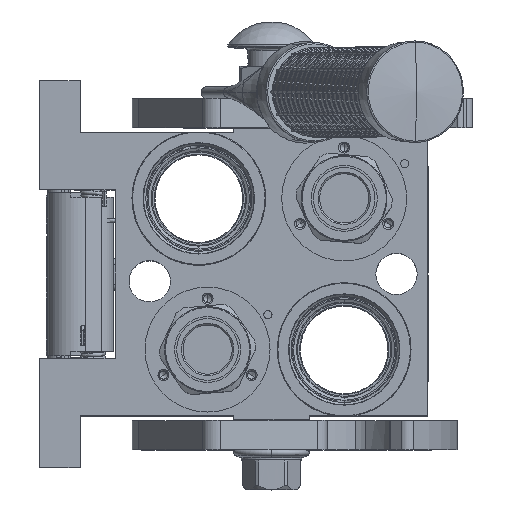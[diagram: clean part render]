
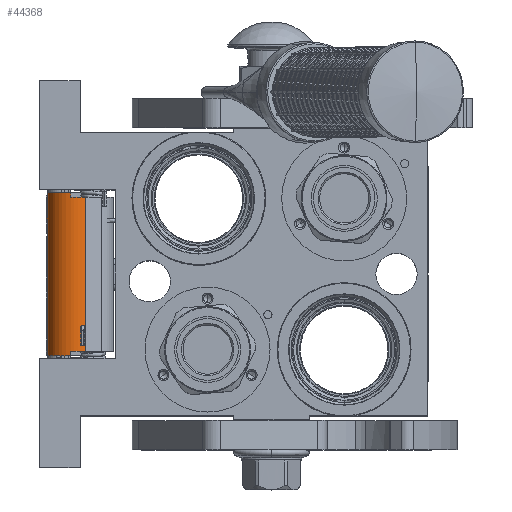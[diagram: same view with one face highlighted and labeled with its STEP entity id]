
A CAD part, top view. The second image highlights one B-rep face of the part: STEP entity #44368.
In plain terms, the highlighted cylindrical face has radius 9.5 mm (diameter 19 mm), a partial arc.
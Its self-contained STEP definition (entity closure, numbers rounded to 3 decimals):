
#1004 = VERTEX_POINT ( 'NONE', #162665 ) ;
#9138 = EDGE_CURVE ( 'NONE', #139792, #171128, #59774, .T. ) ;
#9905 = VERTEX_POINT ( 'NONE', #78069 ) ;
#14695 = DIRECTION ( 'NONE',  ( 0., 0.158, -0.987 ) ) ;
#23762 = VERTEX_POINT ( 'NONE', #174122 ) ;
#27980 = EDGE_LOOP ( 'NONE', ( #114989, #180609, #179042, #170795, #87688, #47081, #125859, #117285 ) ) ;
#33075 = DIRECTION ( 'NONE',  ( 1., 0., 0. ) ) ;
#44368 = ADVANCED_FACE ( 'NONE', ( #51145 ), #80193, .T. ) ;
#44783 = EDGE_CURVE ( 'NONE', #49120, #85091, #181637, .T. ) ;
#45052 = CARTESIAN_POINT ( 'NONE',  ( -28., -1.7, -58.5 ) ) ;
#45721 = DIRECTION ( 'NONE',  ( 1., 0., 0. ) ) ;
#47081 = ORIENTED_EDGE ( 'NONE', *, *, #101720, .F. ) ;
#49120 = VERTEX_POINT ( 'NONE', #136353 ) ;
#51145 = FACE_OUTER_BOUND ( 'NONE', #27980, .T. ) ;
#52503 = VECTOR ( 'NONE', #141136, 1000. ) ;
#58849 = AXIS2_PLACEMENT_3D ( 'NONE', #45052, #45721, #14695 ) ;
#59774 = CIRCLE ( 'NONE', #131880, 9.5 ) ;
#67924 = CIRCLE ( 'NONE', #92728, 9.5 ) ;
#70940 = CARTESIAN_POINT ( 'NONE',  ( -26.5, -1.7, -58.5 ) ) ;
#73996 = LINE ( 'NONE', #129210, #98276 ) ;
#75141 = VECTOR ( 'NONE', #33075, 1000. ) ;
#76098 = CIRCLE ( 'NONE', #84010, 9.5 ) ;
#76126 = VECTOR ( 'NONE', #80138, 1000. ) ;
#78069 = CARTESIAN_POINT ( 'NONE',  ( 28., 7.8, -58.5 ) ) ;
#80138 = DIRECTION ( 'NONE',  ( 1., 0., 0. ) ) ;
#80193 = CYLINDRICAL_SURFACE ( 'NONE', #134052, 9.5 ) ;
#84010 = AXIS2_PLACEMENT_3D ( 'NONE', #85146, #193253, #193934 ) ;
#85091 = VERTEX_POINT ( 'NONE', #115161 ) ;
#85146 = CARTESIAN_POINT ( 'NONE',  ( 28., -1.7, -58.5 ) ) ;
#87499 = EDGE_CURVE ( 'NONE', #139792, #23762, #73996, .T. ) ;
#87688 = ORIENTED_EDGE ( 'NONE', *, *, #171295, .T. ) ;
#88386 = EDGE_CURVE ( 'NONE', #49120, #171128, #100436, .T. ) ;
#91889 = DIRECTION ( 'NONE',  ( 1., 0., 0. ) ) ;
#92728 = AXIS2_PLACEMENT_3D ( 'NONE', #135493, #196926, #104421 ) ;
#93242 = CARTESIAN_POINT ( 'NONE',  ( -28., -1.7, -58.5 ) ) ;
#94630 = CARTESIAN_POINT ( 'NONE',  ( 28., -0.2, -67.881 ) ) ;
#96354 = CARTESIAN_POINT ( 'NONE',  ( -28., -0.2, -67.881 ) ) ;
#98276 = VECTOR ( 'NONE', #99462, 1000. ) ;
#99462 = DIRECTION ( 'NONE',  ( 1., 0., 0. ) ) ;
#100436 = LINE ( 'NONE', #96354, #76126 ) ;
#101720 = EDGE_CURVE ( 'NONE', #197408, #9905, #76098, .T. ) ;
#104421 = DIRECTION ( 'NONE',  ( 0., -0.397, -0.918 ) ) ;
#110400 = EDGE_CURVE ( 'NONE', #1004, #197408, #139561, .T. ) ;
#114989 = ORIENTED_EDGE ( 'NONE', *, *, #87499, .F. ) ;
#115161 = CARTESIAN_POINT ( 'NONE',  ( -28., 7.8, -58.5 ) ) ;
#117285 = ORIENTED_EDGE ( 'NONE', *, *, #139739, .F. ) ;
#120322 = DIRECTION ( 'NONE',  ( 0., -0.397, -0.918 ) ) ;
#125859 = ORIENTED_EDGE ( 'NONE', *, *, #110400, .F. ) ;
#129210 = CARTESIAN_POINT ( 'NONE',  ( -26.5, -5.47, -67.22 ) ) ;
#131880 = AXIS2_PLACEMENT_3D ( 'NONE', #70940, #91889, #120322 ) ;
#134052 = AXIS2_PLACEMENT_3D ( 'NONE', #93242, #187146, #172343 ) ;
#135493 = CARTESIAN_POINT ( 'NONE',  ( 26.5, -1.7, -58.5 ) ) ;
#136353 = CARTESIAN_POINT ( 'NONE',  ( -28., -0.2, -67.881 ) ) ;
#139561 = LINE ( 'NONE', #157392, #52503 ) ;
#139739 = EDGE_CURVE ( 'NONE', #23762, #1004, #67924, .T. ) ;
#139792 = VERTEX_POINT ( 'NONE', #165298 ) ;
#141136 = DIRECTION ( 'NONE',  ( 1., 0., 0. ) ) ;
#150267 = LINE ( 'NONE', #170325, #75141 ) ;
#157392 = CARTESIAN_POINT ( 'NONE',  ( 26.5, -0.2, -67.881 ) ) ;
#162665 = CARTESIAN_POINT ( 'NONE',  ( 26.5, -0.2, -67.881 ) ) ;
#165298 = CARTESIAN_POINT ( 'NONE',  ( -26.5, -5.47, -67.22 ) ) ;
#170325 = CARTESIAN_POINT ( 'NONE',  ( -28., 7.8, -58.5 ) ) ;
#170795 = ORIENTED_EDGE ( 'NONE', *, *, #44783, .T. ) ;
#171128 = VERTEX_POINT ( 'NONE', #183160 ) ;
#171295 = EDGE_CURVE ( 'NONE', #85091, #9905, #150267, .T. ) ;
#172343 = DIRECTION ( 'NONE',  ( 0., -1., 0. ) ) ;
#174122 = CARTESIAN_POINT ( 'NONE',  ( 26.5, -5.47, -67.22 ) ) ;
#179042 = ORIENTED_EDGE ( 'NONE', *, *, #88386, .F. ) ;
#180609 = ORIENTED_EDGE ( 'NONE', *, *, #9138, .T. ) ;
#181637 = CIRCLE ( 'NONE', #58849, 9.5 ) ;
#183160 = CARTESIAN_POINT ( 'NONE',  ( -26.5, -0.2, -67.881 ) ) ;
#187146 = DIRECTION ( 'NONE',  ( -1., 0., 0. ) ) ;
#193253 = DIRECTION ( 'NONE',  ( 1., 0., 0. ) ) ;
#193934 = DIRECTION ( 'NONE',  ( 0., 0.158, -0.987 ) ) ;
#196926 = DIRECTION ( 'NONE',  ( 1., 0., 0. ) ) ;
#197408 = VERTEX_POINT ( 'NONE', #94630 ) ;
